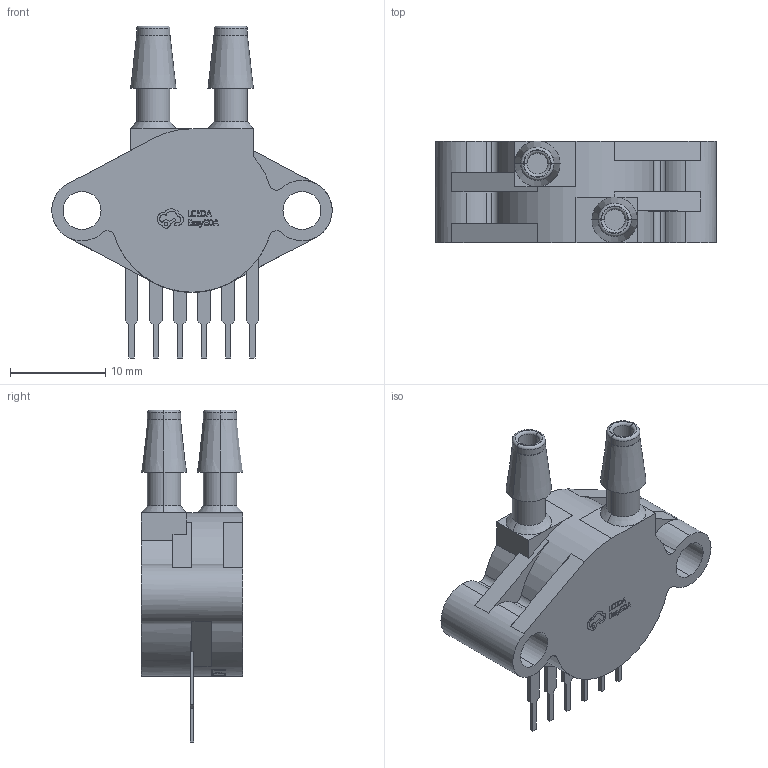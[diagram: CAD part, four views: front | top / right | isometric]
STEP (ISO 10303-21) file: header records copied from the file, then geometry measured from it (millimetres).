
FILE_DESCRIPTION (( 'STEP AP214' ), '1' );
FILE_NAME ('SENSOR-TH_MPX5700DP.step', '2022-07-12T14:56:35', ( '' ), ( '' ), 'SwSTEP 2.0', 'SolidWorks 2020', '' );
FILE_SCHEMA (( 'AUTOMOTIVE_DESIGN' ));
Length unit declared in the file: millimetre
Products named in the file (1): SENSOR-TH_MPX5700DP
Bounding box: 29.46 x 10.67 x 34.89 mm (x, y, z)
Volume: 3257 mm3; surface area: 2327.3 mm2
Topology: 1 solids, 1 shells, 437 faces, 1184 edges, 780 vertices
Faces by surface type: plane 248, bspline 118, cylinder 51, torus 12, cone 8
Entity records: 19868 total; most frequent: CARTESIAN_POINT 5343, ORIENTED_EDGE 2368, DIRECTION 1750, EDGE_CURVE 1184, VERTEX_POINT 780, LINE 718, VECTOR 718, AXIS2_PLACEMENT_3D 516
